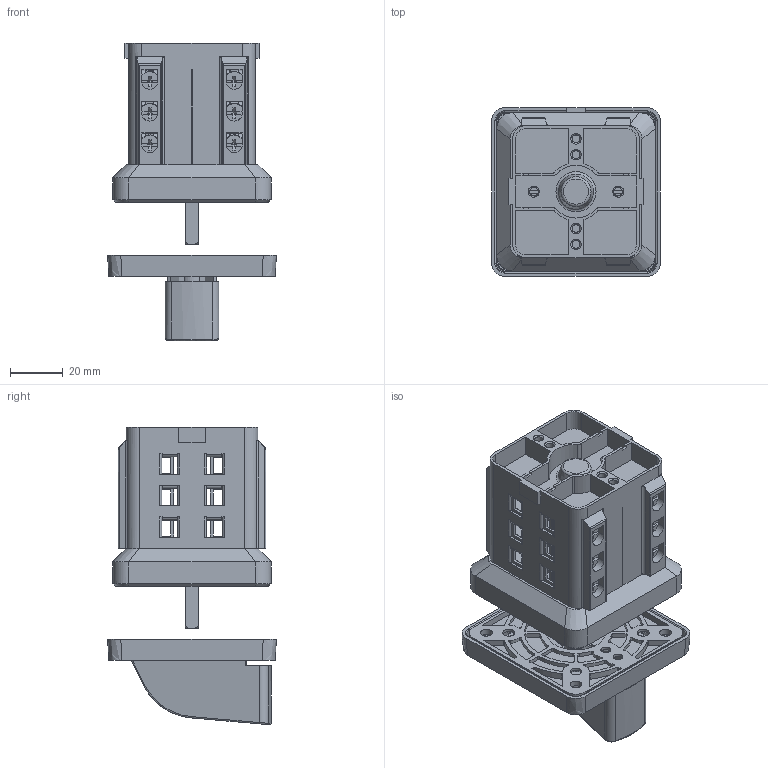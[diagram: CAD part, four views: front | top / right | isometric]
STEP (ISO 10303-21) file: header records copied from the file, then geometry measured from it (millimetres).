
FILE_DESCRIPTION(/* description */ ('Unknown'),/* implementation_level */ '2;1');
FILE_NAME(/* name */ '315.015',/* time_stamp */ '2025-11-20T11:48:44-03:00',/* author */ ('Unknown'),/* organization */ ('Unknown'),/* preprocessor_version */ 'ST-DEVELOPER v16.7',/* originating_system */ 'Solid Edge',/* authorisation */ 'Unknown');
FILE_SCHEMA (('AUTOMOTIVE_DESIGN {1 0 10303 214 3 1 1}'));
Products named in the file (1): 315.015
Bounding box: 64 x 64 x 112.78 mm (x, y, z)
Volume: 89428.6 mm3; surface area: 100237.4 mm2
Topology: 2 solids, 8 shells, 3465 faces, 9651 edges, 5983 vertices
Faces by surface type: plane 2535, cylinder 744, bspline 97, cone 59, torus 30
Full cylindrical faces by diameter (mm): 2.3 x2, 3 x8, 3.2 x2, 3.242 x2, 3.7 x4, 3.9 x12, 4.2 x8, 4.5 x12, 5 x72, 7.5 x12, 8.2 x4, 8.5 x1, 8.9 x2, 9 x4, 11 x1, 12 x1, 22.5 x1, 26.2 x1, 47 x1
Entity records: 151171 total; most frequent: CARTESIAN_POINT 44773, ORIENTED_EDGE 18354, DIRECTION 16941, EDGE_CURVE 9177, LINE 6931, VECTOR 6931, VERTEX_POINT 5716, AXIS2_PLACEMENT_3D 5005
